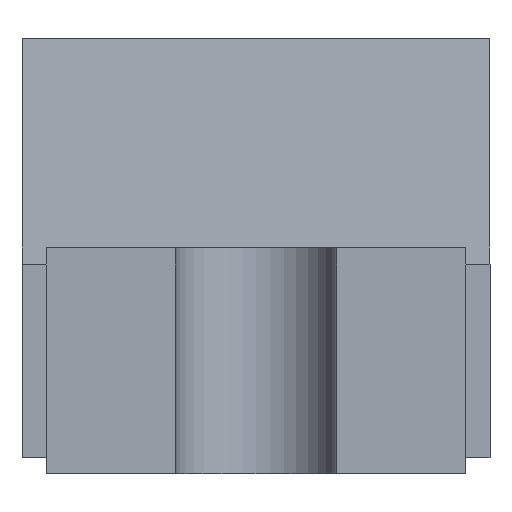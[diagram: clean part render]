
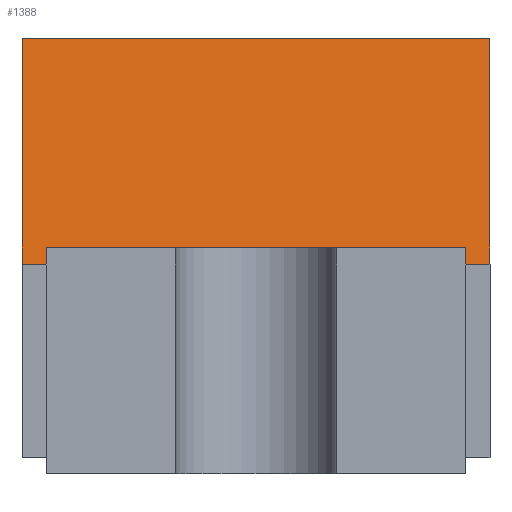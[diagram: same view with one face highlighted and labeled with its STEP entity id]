
A CAD part, front view. The second image highlights one B-rep face of the part: STEP entity #1388.
In plain terms, the highlighted planar face has unit normal (0, -0.991, 0.131).
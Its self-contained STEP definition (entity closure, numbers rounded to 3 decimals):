
#123 = FACE_OUTER_BOUND ( 'NONE', #1389, .T. ) ;
#262 = CARTESIAN_POINT ( 'NONE',  ( -0.736, -2.235, 0.66 ) ) ;
#263 = DIRECTION ( 'NONE',  ( 0., 0.131, 0.991 ) ) ;
#264 = VECTOR ( 'NONE', #263, 1000. ) ;
#265 = CARTESIAN_POINT ( 'NONE',  ( -0.736, -2.235, 0.66 ) ) ;
#266 = LINE ( 'NONE', #265, #264 ) ;
#267 = CARTESIAN_POINT ( 'NONE',  ( 0.714, -2.235, 0.66 ) ) ;
#268 = DIRECTION ( 'NONE',  ( 0., -0.131, -0.991 ) ) ;
#269 = VECTOR ( 'NONE', #268, 1000. ) ;
#270 = CARTESIAN_POINT ( 'NONE',  ( 0.714, -2.142, 1.36 ) ) ;
#271 = DIRECTION ( 'NONE',  ( 0., 0.131, 0.991 ) ) ;
#272 = DIRECTION ( 'NONE',  ( 0., -0.991, 0.131 ) ) ;
#273 = CARTESIAN_POINT ( 'NONE',  ( 0.352, -2.189, 1.01 ) ) ;
#274 = AXIS2_PLACEMENT_3D ( 'NONE', #273, #272, #271 ) ;
#275 = LINE ( 'NONE', #270, #269 ) ;
#276 = PLANE ( 'NONE',  #274 ) ;
#761 = CARTESIAN_POINT ( 'NONE',  ( -0.736, -2.142, 1.36 ) ) ;
#873 = CARTESIAN_POINT ( 'NONE',  ( 0.714, -2.142, 1.36 ) ) ;
#874 = DIRECTION ( 'NONE',  ( -1., 0., 0. ) ) ;
#875 = VECTOR ( 'NONE', #874, 1000. ) ;
#876 = CARTESIAN_POINT ( 'NONE',  ( 0.352, -2.142, 1.36 ) ) ;
#877 = LINE ( 'NONE', #876, #875 ) ;
#1233 = EDGE_CURVE ( 'NONE', #1396, #1392, #2348, .T. ) ;
#1268 = VERTEX_POINT ( 'NONE', #761 ) ;
#1271 = EDGE_CURVE ( 'NONE', #1272, #1268, #877, .T. ) ;
#1272 = VERTEX_POINT ( 'NONE', #873 ) ;
#1388 = ADVANCED_FACE ( 'NONE', ( #123 ), #276, .T. ) ;
#1389 = EDGE_LOOP ( 'NONE', ( #1390, #1393, #1394, #1397 ) ) ;
#1390 = ORIENTED_EDGE ( 'NONE', *, *, #1391, .F. ) ;
#1391 = EDGE_CURVE ( 'NONE', #1272, #1392, #275, .T. ) ;
#1392 = VERTEX_POINT ( 'NONE', #267 ) ;
#1393 = ORIENTED_EDGE ( 'NONE', *, *, #1271, .T. ) ;
#1394 = ORIENTED_EDGE ( 'NONE', *, *, #1395, .F. ) ;
#1395 = EDGE_CURVE ( 'NONE', #1396, #1268, #266, .T. ) ;
#1396 = VERTEX_POINT ( 'NONE', #262 ) ;
#1397 = ORIENTED_EDGE ( 'NONE', *, *, #1233, .T. ) ;
#2345 = DIRECTION ( 'NONE',  ( 1., 0., 0. ) ) ;
#2346 = VECTOR ( 'NONE', #2345, 1000. ) ;
#2347 = CARTESIAN_POINT ( 'NONE',  ( -0.011, -2.235, 0.66 ) ) ;
#2348 = LINE ( 'NONE', #2347, #2346 ) ;
